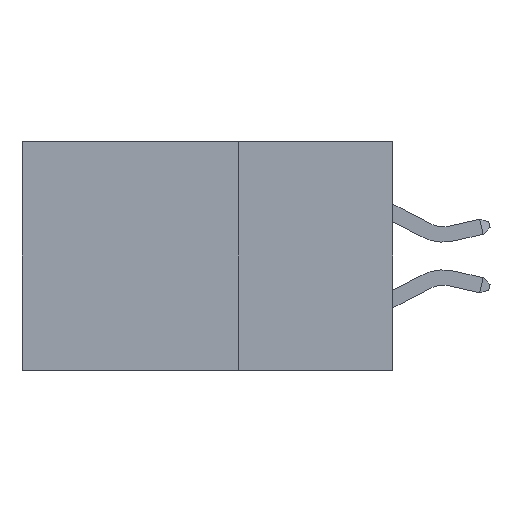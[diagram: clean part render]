
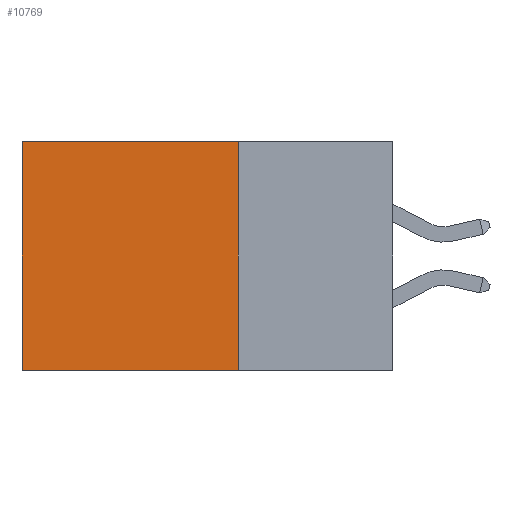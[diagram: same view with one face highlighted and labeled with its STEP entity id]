
A CAD part, left-side view. The second image highlights one B-rep face of the part: STEP entity #10769.
In plain terms, the highlighted planar face has unit normal (-1, 0, 0).
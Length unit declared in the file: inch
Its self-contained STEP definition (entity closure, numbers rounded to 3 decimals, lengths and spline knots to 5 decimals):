
#232 = EDGE_LOOP ( 'NONE', ( #759, #5204, #5579, #9285 ) ) ;
#372 = CARTESIAN_POINT ( 'NONE',  ( 0.2875, 0.25, -0.37 ) ) ;
#627 = FACE_OUTER_BOUND ( 'NONE', #232, .T. ) ;
#719 = VECTOR ( 'NONE', #4637, 39.37008 ) ;
#759 = ORIENTED_EDGE ( 'NONE', *, *, #14924, .T. ) ;
#765 = CARTESIAN_POINT ( 'NONE',  ( 0.2875, 0.25, 0. ) ) ;
#4020 = VECTOR ( 'NONE', #10572, 39.37008 ) ;
#4637 = DIRECTION ( 'NONE',  ( 0., 0., -1. ) ) ;
#5099 = CARTESIAN_POINT ( 'NONE',  ( 0.2875, 0.6, 0. ) ) ;
#5204 = ORIENTED_EDGE ( 'NONE', *, *, #11683, .F. ) ;
#5579 = ORIENTED_EDGE ( 'NONE', *, *, #15017, .F. ) ;
#6737 = VERTEX_POINT ( 'NONE', #15987 ) ;
#6865 = VERTEX_POINT ( 'NONE', #5099 ) ;
#7148 = PLANE ( 'NONE',  #20185 ) ;
#7696 = CARTESIAN_POINT ( 'NONE',  ( 0.2875, 0.25, -0.37 ) ) ;
#8316 = VECTOR ( 'NONE', #18774, 39.37008 ) ;
#8332 = VERTEX_POINT ( 'NONE', #372 ) ;
#8800 = DIRECTION ( 'NONE',  ( 1., 0., 0. ) ) ;
#9285 = ORIENTED_EDGE ( 'NONE', *, *, #18499, .T. ) ;
#10572 = DIRECTION ( 'NONE',  ( 0., 1., 0. ) ) ;
#10769 = ADVANCED_FACE ( 'NONE', ( #627 ), #7148, .F. ) ;
#10947 = VECTOR ( 'NONE', #20356, 39.37008 ) ;
#11536 = VERTEX_POINT ( 'NONE', #16720 ) ;
#11683 = EDGE_CURVE ( 'NONE', #8332, #6737, #12540, .T. ) ;
#12540 = LINE ( 'NONE', #7696, #8316 ) ;
#13081 = LINE ( 'NONE', #765, #4020 ) ;
#14050 = CARTESIAN_POINT ( 'NONE',  ( 0.2875, 0.6, 0. ) ) ;
#14180 = LINE ( 'NONE', #17373, #719 ) ;
#14924 = EDGE_CURVE ( 'NONE', #6865, #6737, #15146, .T. ) ;
#15017 = EDGE_CURVE ( 'NONE', #11536, #8332, #14180, .T. ) ;
#15146 = LINE ( 'NONE', #14050, #10947 ) ;
#15987 = CARTESIAN_POINT ( 'NONE',  ( 0.2875, 0.6, -0.37 ) ) ;
#16720 = CARTESIAN_POINT ( 'NONE',  ( 0.2875, 0.25, 0. ) ) ;
#17373 = CARTESIAN_POINT ( 'NONE',  ( 0.2875, 0.25, 0. ) ) ;
#18499 = EDGE_CURVE ( 'NONE', #11536, #6865, #13081, .T. ) ;
#18774 = DIRECTION ( 'NONE',  ( 0., 1., 0. ) ) ;
#19782 = CARTESIAN_POINT ( 'NONE',  ( 0.2875, 0.25, 0. ) ) ;
#19845 = DIRECTION ( 'NONE',  ( 0., 0., -1. ) ) ;
#20185 = AXIS2_PLACEMENT_3D ( 'NONE', #19782, #8800, #19845 ) ;
#20356 = DIRECTION ( 'NONE',  ( 0., 0., -1. ) ) ;
